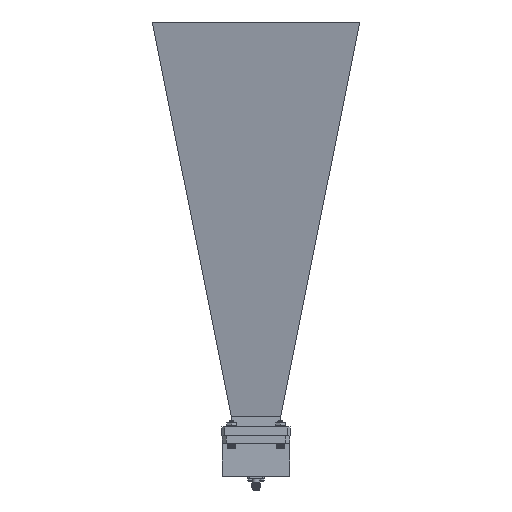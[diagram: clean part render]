
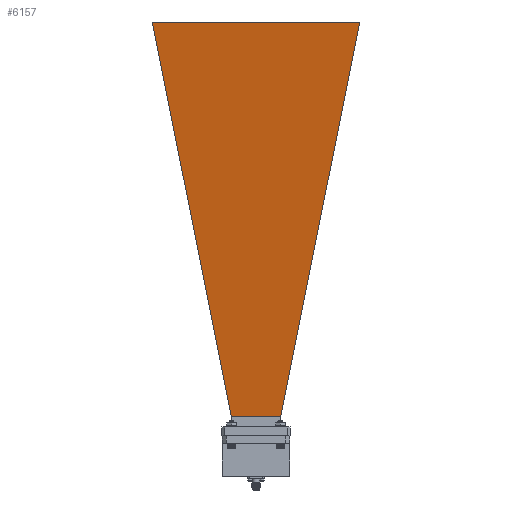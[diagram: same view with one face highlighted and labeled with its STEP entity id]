
A CAD part, front view. The second image highlights one B-rep face of the part: STEP entity #6157.
In plain terms, the highlighted face is planar.
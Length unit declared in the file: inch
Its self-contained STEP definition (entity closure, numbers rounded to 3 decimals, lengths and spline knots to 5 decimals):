
#261 = LINE ( 'NONE', #2770, #8314 ) ;
#587 = ORIENTED_EDGE ( 'NONE', *, *, #3877, .T. ) ;
#1117 = LINE ( 'NONE', #14007, #4327 ) ;
#1266 = DIRECTION ( 'NONE',  ( 0., 1., 0. ) ) ;
#2366 = DIRECTION ( 'NONE',  ( 0.159, -0.194, -0.968 ) ) ;
#2472 = LINE ( 'NONE', #4548, #7884 ) ;
#2770 = CARTESIAN_POINT ( 'NONE',  ( -0.36661, 0., 1.95887 ) ) ;
#3000 = EDGE_CURVE ( 'NONE', #12245, #3938, #8174, .T. ) ;
#3877 = EDGE_CURVE ( 'NONE', #6884, #10238, #2472, .T. ) ;
#3938 = VERTEX_POINT ( 'NONE', #7042 ) ;
#4327 = VECTOR ( 'NONE', #1266, 39.37008 ) ;
#4548 = CARTESIAN_POINT ( 'NONE',  ( -0.36661, -0.67953, 1.95887 ) ) ;
#4839 = DIRECTION ( 'NONE',  ( -0.159, -0.194, 0.968 ) ) ;
#4859 = DIRECTION ( 'NONE',  ( -0.162, 0., 0.987 ) ) ;
#5902 = VECTOR ( 'NONE', #2366, 39.37008 ) ;
#5930 = CARTESIAN_POINT ( 'NONE',  ( -1.25846, 0., 7.39111 ) ) ;
#6157 = ADVANCED_FACE ( 'NONE', ( #14101 ), #8295, .T. ) ;
#6884 = VERTEX_POINT ( 'NONE', #9743 ) ;
#7042 = CARTESIAN_POINT ( 'NONE',  ( -0.36661, 0.67953, 1.95887 ) ) ;
#7071 = ORIENTED_EDGE ( 'NONE', *, *, #8221, .T. ) ;
#7350 = ORIENTED_EDGE ( 'NONE', *, *, #11702, .T. ) ;
#7884 = VECTOR ( 'NONE', #4839, 39.37008 ) ;
#8174 = LINE ( 'NONE', #12837, #5902 ) ;
#8221 = EDGE_CURVE ( 'NONE', #3938, #6884, #261, .T. ) ;
#8295 = PLANE ( 'NONE',  #14653 ) ;
#8314 = VECTOR ( 'NONE', #14304, 39.37008 ) ;
#8450 = ORIENTED_EDGE ( 'NONE', *, *, #3000, .T. ) ;
#9610 = DIRECTION ( 'NONE',  ( -0.987, 0., -0.162 ) ) ;
#9743 = CARTESIAN_POINT ( 'NONE',  ( -0.36661, -0.67953, 1.95887 ) ) ;
#10238 = VERTEX_POINT ( 'NONE', #14867 ) ;
#11702 = EDGE_CURVE ( 'NONE', #10238, #12245, #1117, .T. ) ;
#12245 = VERTEX_POINT ( 'NONE', #13990 ) ;
#12837 = CARTESIAN_POINT ( 'NONE',  ( -2.15501, 2.86377, 12.85198 ) ) ;
#13990 = CARTESIAN_POINT ( 'NONE',  ( -2.15501, 2.86377, 12.85198 ) ) ;
#14007 = CARTESIAN_POINT ( 'NONE',  ( -2.15501, 0., 12.85198 ) ) ;
#14101 = FACE_OUTER_BOUND ( 'NONE', #14319, .T. ) ;
#14304 = DIRECTION ( 'NONE',  ( 0., -1., 0. ) ) ;
#14319 = EDGE_LOOP ( 'NONE', ( #587, #7350, #8450, #7071 ) ) ;
#14653 = AXIS2_PLACEMENT_3D ( 'NONE', #5930, #9610, #4859 ) ;
#14867 = CARTESIAN_POINT ( 'NONE',  ( -2.15501, -2.86377, 12.85198 ) ) ;
